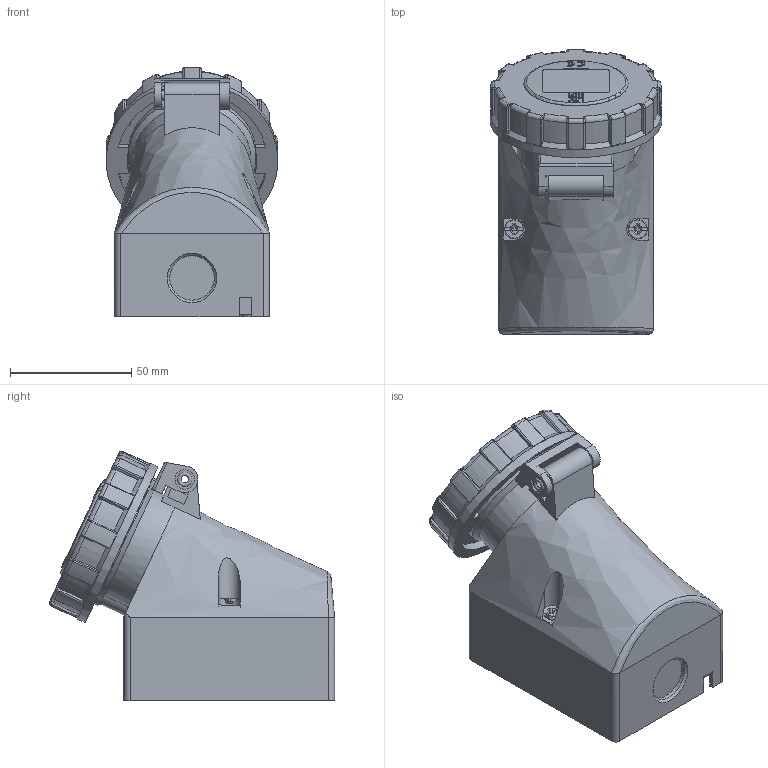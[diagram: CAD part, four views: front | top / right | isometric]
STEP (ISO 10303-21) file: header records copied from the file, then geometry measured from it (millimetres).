
FILE_DESCRIPTION(/* description */ (''),/* implementation_level */ '2;1');
FILE_NAME(/* name */ '1132.stp',/* time_stamp */ '2023-09-01T09:51:21+02:00',/* author */ ('massmann'),/* organization */ (''),/* preprocessor_version */ 'ST-DEVELOPER v17',/* originating_system */ 'Autodesk Inventor 2018',/* authorisation */ '');
FILE_SCHEMA (('AUTOMOTIVE_DESIGN { 1 0 10303 214 3 1 1 }'));
Length unit declared in the file: millimetre
Products named in the file (1): 1132
Bounding box: 71 x 117.8 x 103.03 mm (x, y, z)
Volume: 394008.6 mm3; surface area: 48390.1 mm2
Topology: 1 solids, 3 shells, 513 faces, 1414 edges, 930 vertices
Faces by surface type: plane 274, cylinder 149, bspline 38, torus 33, cone 13, sphere 6
Full cylindrical faces by diameter (mm): 3 x1, 3.45 x2, 4 x1, 4.1 x2, 4.3 x1, 4.4 x2, 5 x2, 6 x2, 8 x2, 18.376 x1, 21 x1, 43 x1, 71 x1
Entity records: 19958 total; most frequent: CARTESIAN_POINT 6476, ORIENTED_EDGE 2826, DIRECTION 2579, EDGE_CURVE 1413, VERTEX_POINT 930, AXIS2_PLACEMENT_3D 923, LINE 733, VECTOR 733
